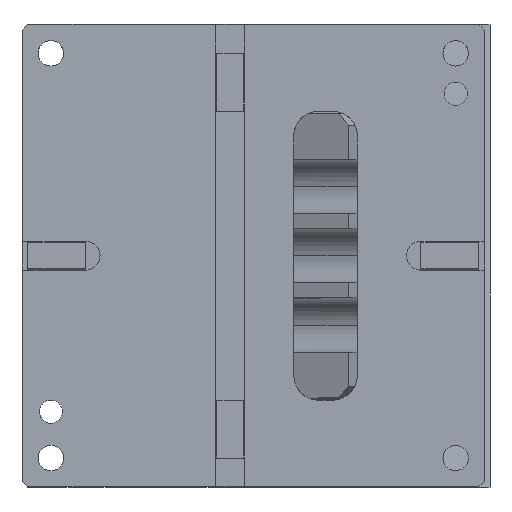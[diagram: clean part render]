
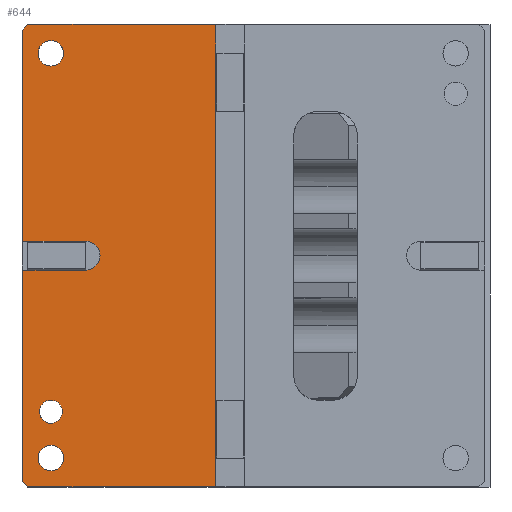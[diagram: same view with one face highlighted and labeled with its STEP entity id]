
A CAD part, top view. The second image highlights one B-rep face of the part: STEP entity #644.
In plain terms, the highlighted planar face has unit normal (0, 0, 1).
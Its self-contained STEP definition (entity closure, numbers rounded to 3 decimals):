
#63=CARTESIAN_POINT('Vertex',(5.,200.,0.)) ;
#77=CARTESIAN_POINT('Vertex',(0.,195.,0.)) ;
#80=CARTESIAN_POINT('Line Origine',(2.5,197.5,0.)) ;
#101=CARTESIAN_POINT('Vertex',(0.,12.5,0.)) ;
#106=CARTESIAN_POINT('Line Origine',(0.,103.75,0.)) ;
#122=CARTESIAN_POINT('Vertex',(0.,-195.,0.)) ;
#125=CARTESIAN_POINT('Line Origine',(0.,-103.75,0.)) ;
#129=CARTESIAN_POINT('Vertex',(0.,-12.5,0.)) ;
#171=CARTESIAN_POINT('Vertex',(5.,12.5,0.)) ;
#174=CARTESIAN_POINT('Line Origine',(2.5,12.5,0.)) ;
#202=CARTESIAN_POINT('Vertex',(5.,-12.5,0.)) ;
#324=CARTESIAN_POINT('Vertex',(55.,12.5,0.)) ;
#350=CARTESIAN_POINT('Vertex',(55.,-12.5,0.)) ;
#380=CARTESIAN_POINT('Vertex',(67.5,0.,0.)) ;
#383=CARTESIAN_POINT('Axis2P3D Location',(55.,0.,0.)) ;
#421=CARTESIAN_POINT('Axis2P3D Location',(55.,0.,0.)) ;
#433=CARTESIAN_POINT('Axis2P3D Location',(0.,200.,0.)) ;
#438=CARTESIAN_POINT('Line Origine',(5.5,12.5,0.)) ;
#442=CARTESIAN_POINT('Vertex',(6.,12.5,0.)) ;
#445=CARTESIAN_POINT('Line Origine',(30.,12.5,0.)) ;
#449=CARTESIAN_POINT('Vertex',(54.,12.5,0.)) ;
#452=CARTESIAN_POINT('Line Origine',(54.5,12.5,0.)) ;
#457=CARTESIAN_POINT('Line Origine',(54.5,-12.5,0.)) ;
#461=CARTESIAN_POINT('Vertex',(54.,-12.5,0.)) ;
#464=CARTESIAN_POINT('Line Origine',(30.,-12.5,0.)) ;
#468=CARTESIAN_POINT('Vertex',(6.,-12.5,0.)) ;
#471=CARTESIAN_POINT('Line Origine',(5.5,-12.5,0.)) ;
#476=CARTESIAN_POINT('Line Origine',(2.5,-12.5,0.)) ;
#481=CARTESIAN_POINT('Line Origine',(2.5,-197.5,0.)) ;
#485=CARTESIAN_POINT('Vertex',(5.,-200.,0.)) ;
#488=CARTESIAN_POINT('Line Origine',(86.25,-200.,0.)) ;
#492=CARTESIAN_POINT('Vertex',(167.5,-200.,0.)) ;
#495=CARTESIAN_POINT('Line Origine',(167.5,-187.5,0.)) ;
#499=CARTESIAN_POINT('Vertex',(167.5,-175.,0.)) ;
#502=CARTESIAN_POINT('Line Origine',(167.5,-174.5,0.)) ;
#506=CARTESIAN_POINT('Vertex',(167.5,-174.,0.)) ;
#509=CARTESIAN_POINT('Line Origine',(167.5,-150.,0.)) ;
#513=CARTESIAN_POINT('Vertex',(167.5,-126.,0.)) ;
#516=CARTESIAN_POINT('Line Origine',(167.5,-125.5,0.)) ;
#520=CARTESIAN_POINT('Vertex',(167.5,-125.,0.)) ;
#523=CARTESIAN_POINT('Line Origine',(167.5,0.,0.)) ;
#527=CARTESIAN_POINT('Vertex',(167.5,125.,0.)) ;
#530=CARTESIAN_POINT('Line Origine',(167.5,125.5,0.)) ;
#534=CARTESIAN_POINT('Vertex',(167.5,126.,0.)) ;
#537=CARTESIAN_POINT('Line Origine',(167.5,150.,0.)) ;
#541=CARTESIAN_POINT('Vertex',(167.5,174.,0.)) ;
#544=CARTESIAN_POINT('Line Origine',(167.5,174.5,0.)) ;
#548=CARTESIAN_POINT('Vertex',(167.5,175.,0.)) ;
#551=CARTESIAN_POINT('Line Origine',(167.5,187.5,0.)) ;
#555=CARTESIAN_POINT('Vertex',(167.5,200.,0.)) ;
#558=CARTESIAN_POINT('Line Origine',(86.25,200.,0.)) ;
#590=CARTESIAN_POINT('Axis2P3D Location',(25.,175.,0.)) ;
#594=CARTESIAN_POINT('Vertex',(36.,175.,0.)) ;
#596=CARTESIAN_POINT('Vertex',(14.,175.,0.)) ;
#599=CARTESIAN_POINT('Axis2P3D Location',(25.,175.,0.)) ;
#608=CARTESIAN_POINT('Axis2P3D Location',(25.,-175.,0.)) ;
#612=CARTESIAN_POINT('Vertex',(36.,-175.,0.)) ;
#614=CARTESIAN_POINT('Vertex',(14.,-175.,0.)) ;
#617=CARTESIAN_POINT('Axis2P3D Location',(25.,-175.,0.)) ;
#626=CARTESIAN_POINT('Axis2P3D Location',(25.,-135.,0.)) ;
#630=CARTESIAN_POINT('Vertex',(35.,-135.,0.)) ;
#632=CARTESIAN_POINT('Vertex',(15.,-135.,0.)) ;
#635=CARTESIAN_POINT('Axis2P3D Location',(25.,-135.,0.)) ;
#81=DIRECTION('Vector Direction',(0.707,0.707,0.)) ;
#107=DIRECTION('Vector Direction',(0.,-1.,0.)) ;
#126=DIRECTION('Vector Direction',(0.,-1.,0.)) ;
#175=DIRECTION('Vector Direction',(1.,0.,0.)) ;
#384=DIRECTION('Axis2P3D Direction',(0.,0.,1.)) ;
#422=DIRECTION('Axis2P3D Direction',(0.,0.,1.)) ;
#434=DIRECTION('Axis2P3D Direction',(0.,0.,-1.)) ;
#435=DIRECTION('Axis2P3D XDirection',(-1.,0.,0.)) ;
#439=DIRECTION('Vector Direction',(1.,0.,0.)) ;
#446=DIRECTION('Vector Direction',(-1.,0.,0.)) ;
#453=DIRECTION('Vector Direction',(-1.,0.,0.)) ;
#458=DIRECTION('Vector Direction',(-1.,0.,0.)) ;
#465=DIRECTION('Vector Direction',(-1.,0.,0.)) ;
#472=DIRECTION('Vector Direction',(-1.,0.,0.)) ;
#477=DIRECTION('Vector Direction',(-1.,0.,0.)) ;
#482=DIRECTION('Vector Direction',(0.707,-0.707,0.)) ;
#489=DIRECTION('Vector Direction',(1.,0.,0.)) ;
#496=DIRECTION('Vector Direction',(0.,-1.,0.)) ;
#503=DIRECTION('Vector Direction',(0.,-1.,0.)) ;
#510=DIRECTION('Vector Direction',(0.,-1.,0.)) ;
#517=DIRECTION('Vector Direction',(0.,-1.,0.)) ;
#524=DIRECTION('Vector Direction',(0.,-1.,0.)) ;
#531=DIRECTION('Vector Direction',(0.,-1.,0.)) ;
#538=DIRECTION('Vector Direction',(0.,-1.,0.)) ;
#545=DIRECTION('Vector Direction',(0.,-1.,0.)) ;
#552=DIRECTION('Vector Direction',(0.,-1.,0.)) ;
#559=DIRECTION('Vector Direction',(1.,0.,0.)) ;
#591=DIRECTION('Axis2P3D Direction',(0.,0.,-1.)) ;
#600=DIRECTION('Axis2P3D Direction',(0.,0.,-1.)) ;
#609=DIRECTION('Axis2P3D Direction',(0.,0.,-1.)) ;
#618=DIRECTION('Axis2P3D Direction',(0.,0.,-1.)) ;
#627=DIRECTION('Axis2P3D Direction',(0.,0.,-1.)) ;
#636=DIRECTION('Axis2P3D Direction',(0.,0.,-1.)) ;
#385=AXIS2_PLACEMENT_3D('Circle Axis2P3D',#383,#384,$) ;
#423=AXIS2_PLACEMENT_3D('Circle Axis2P3D',#421,#422,$) ;
#436=AXIS2_PLACEMENT_3D('Plane Axis2P3D',#433,#434,#435) ;
#592=AXIS2_PLACEMENT_3D('Circle Axis2P3D',#590,#591,$) ;
#601=AXIS2_PLACEMENT_3D('Circle Axis2P3D',#599,#600,$) ;
#610=AXIS2_PLACEMENT_3D('Circle Axis2P3D',#608,#609,$) ;
#619=AXIS2_PLACEMENT_3D('Circle Axis2P3D',#617,#618,$) ;
#628=AXIS2_PLACEMENT_3D('Circle Axis2P3D',#626,#627,$) ;
#637=AXIS2_PLACEMENT_3D('Circle Axis2P3D',#635,#636,$) ;
#564=ORIENTED_EDGE('',*,*,#178,.T.) ;
#565=ORIENTED_EDGE('',*,*,#444,.T.) ;
#566=ORIENTED_EDGE('',*,*,#451,.F.) ;
#567=ORIENTED_EDGE('',*,*,#456,.F.) ;
#568=ORIENTED_EDGE('',*,*,#387,.F.) ;
#569=ORIENTED_EDGE('',*,*,#425,.F.) ;
#570=ORIENTED_EDGE('',*,*,#463,.T.) ;
#571=ORIENTED_EDGE('',*,*,#470,.T.) ;
#572=ORIENTED_EDGE('',*,*,#475,.T.) ;
#573=ORIENTED_EDGE('',*,*,#480,.T.) ;
#574=ORIENTED_EDGE('',*,*,#131,.T.) ;
#575=ORIENTED_EDGE('',*,*,#487,.T.) ;
#576=ORIENTED_EDGE('',*,*,#494,.T.) ;
#577=ORIENTED_EDGE('',*,*,#501,.F.) ;
#578=ORIENTED_EDGE('',*,*,#508,.F.) ;
#579=ORIENTED_EDGE('',*,*,#515,.F.) ;
#580=ORIENTED_EDGE('',*,*,#522,.F.) ;
#581=ORIENTED_EDGE('',*,*,#529,.F.) ;
#582=ORIENTED_EDGE('',*,*,#536,.F.) ;
#583=ORIENTED_EDGE('',*,*,#543,.F.) ;
#584=ORIENTED_EDGE('',*,*,#550,.F.) ;
#585=ORIENTED_EDGE('',*,*,#557,.F.) ;
#586=ORIENTED_EDGE('',*,*,#562,.F.) ;
#587=ORIENTED_EDGE('',*,*,#84,.F.) ;
#588=ORIENTED_EDGE('',*,*,#110,.T.) ;
#605=ORIENTED_EDGE('',*,*,#598,.T.) ;
#606=ORIENTED_EDGE('',*,*,#603,.T.) ;
#623=ORIENTED_EDGE('',*,*,#616,.T.) ;
#624=ORIENTED_EDGE('',*,*,#621,.T.) ;
#641=ORIENTED_EDGE('',*,*,#634,.T.) ;
#642=ORIENTED_EDGE('',*,*,#639,.T.) ;
#607=FACE_BOUND('',#604,.T.) ;
#625=FACE_BOUND('',#622,.T.) ;
#643=FACE_BOUND('',#640,.T.) ;
#82=VECTOR('Line Direction',#81,1.) ;
#108=VECTOR('Line Direction',#107,1.) ;
#127=VECTOR('Line Direction',#126,1.) ;
#176=VECTOR('Line Direction',#175,1.) ;
#440=VECTOR('Line Direction',#439,1.) ;
#447=VECTOR('Line Direction',#446,1.) ;
#454=VECTOR('Line Direction',#453,1.) ;
#459=VECTOR('Line Direction',#458,1.) ;
#466=VECTOR('Line Direction',#465,1.) ;
#473=VECTOR('Line Direction',#472,1.) ;
#478=VECTOR('Line Direction',#477,1.) ;
#483=VECTOR('Line Direction',#482,1.) ;
#490=VECTOR('Line Direction',#489,1.) ;
#497=VECTOR('Line Direction',#496,1.) ;
#504=VECTOR('Line Direction',#503,1.) ;
#511=VECTOR('Line Direction',#510,1.) ;
#518=VECTOR('Line Direction',#517,1.) ;
#525=VECTOR('Line Direction',#524,1.) ;
#532=VECTOR('Line Direction',#531,1.) ;
#539=VECTOR('Line Direction',#538,1.) ;
#546=VECTOR('Line Direction',#545,1.) ;
#553=VECTOR('Line Direction',#552,1.) ;
#560=VECTOR('Line Direction',#559,1.) ;
#644=ADVANCED_FACE('CAM HOLDER',(#589,#607,#625,#643),#437,.F.) ;
#386=CIRCLE('generated circle',#385,12.5) ;
#424=CIRCLE('generated circle',#423,12.5) ;
#593=CIRCLE('generated circle',#592,11.) ;
#602=CIRCLE('generated circle',#601,11.) ;
#611=CIRCLE('generated circle',#610,11.) ;
#620=CIRCLE('generated circle',#619,11.) ;
#629=CIRCLE('generated circle',#628,10.) ;
#638=CIRCLE('generated circle',#637,10.) ;
#84=EDGE_CURVE('',#78,#64,#83,.T.) ;
#110=EDGE_CURVE('',#78,#102,#109,.T.) ;
#131=EDGE_CURVE('',#130,#123,#128,.T.) ;
#178=EDGE_CURVE('',#102,#172,#177,.T.) ;
#387=EDGE_CURVE('',#381,#325,#386,.T.) ;
#425=EDGE_CURVE('',#351,#381,#424,.T.) ;
#444=EDGE_CURVE('',#172,#443,#441,.T.) ;
#451=EDGE_CURVE('',#450,#443,#448,.T.) ;
#456=EDGE_CURVE('',#325,#450,#455,.T.) ;
#463=EDGE_CURVE('',#351,#462,#460,.T.) ;
#470=EDGE_CURVE('',#462,#469,#467,.T.) ;
#475=EDGE_CURVE('',#469,#203,#474,.T.) ;
#480=EDGE_CURVE('',#203,#130,#479,.T.) ;
#487=EDGE_CURVE('',#123,#486,#484,.T.) ;
#494=EDGE_CURVE('',#486,#493,#491,.T.) ;
#501=EDGE_CURVE('',#500,#493,#498,.T.) ;
#508=EDGE_CURVE('',#507,#500,#505,.T.) ;
#515=EDGE_CURVE('',#514,#507,#512,.T.) ;
#522=EDGE_CURVE('',#521,#514,#519,.T.) ;
#529=EDGE_CURVE('',#528,#521,#526,.T.) ;
#536=EDGE_CURVE('',#535,#528,#533,.T.) ;
#543=EDGE_CURVE('',#542,#535,#540,.T.) ;
#550=EDGE_CURVE('',#549,#542,#547,.T.) ;
#557=EDGE_CURVE('',#556,#549,#554,.T.) ;
#562=EDGE_CURVE('',#64,#556,#561,.T.) ;
#598=EDGE_CURVE('',#595,#597,#593,.T.) ;
#603=EDGE_CURVE('',#597,#595,#602,.T.) ;
#616=EDGE_CURVE('',#613,#615,#611,.T.) ;
#621=EDGE_CURVE('',#615,#613,#620,.T.) ;
#634=EDGE_CURVE('',#631,#633,#629,.T.) ;
#639=EDGE_CURVE('',#633,#631,#638,.T.) ;
#563=EDGE_LOOP('',(#564,#565,#566,#567,#568,#569,#570,#571,#572,#573,#574,#575,#576,#577,#578,#579,#580,#581,#582,#583,#584,#585,#586,#587,#588)) ;
#604=EDGE_LOOP('',(#605,#606)) ;
#622=EDGE_LOOP('',(#623,#624)) ;
#640=EDGE_LOOP('',(#641,#642)) ;
#589=FACE_OUTER_BOUND('',#563,.T.) ;
#83=LINE('Line',#80,#82) ;
#109=LINE('Line',#106,#108) ;
#128=LINE('Line',#125,#127) ;
#177=LINE('Line',#174,#176) ;
#441=LINE('Line',#438,#440) ;
#448=LINE('Line',#445,#447) ;
#455=LINE('Line',#452,#454) ;
#460=LINE('Line',#457,#459) ;
#467=LINE('Line',#464,#466) ;
#474=LINE('Line',#471,#473) ;
#479=LINE('Line',#476,#478) ;
#484=LINE('Line',#481,#483) ;
#491=LINE('Line',#488,#490) ;
#498=LINE('Line',#495,#497) ;
#505=LINE('Line',#502,#504) ;
#512=LINE('Line',#509,#511) ;
#519=LINE('Line',#516,#518) ;
#526=LINE('Line',#523,#525) ;
#533=LINE('Line',#530,#532) ;
#540=LINE('Line',#537,#539) ;
#547=LINE('Line',#544,#546) ;
#554=LINE('Line',#551,#553) ;
#561=LINE('Line',#558,#560) ;
#437=PLANE('Plane',#436) ;
#64=VERTEX_POINT('',#63) ;
#78=VERTEX_POINT('',#77) ;
#102=VERTEX_POINT('',#101) ;
#123=VERTEX_POINT('',#122) ;
#130=VERTEX_POINT('',#129) ;
#172=VERTEX_POINT('',#171) ;
#203=VERTEX_POINT('',#202) ;
#325=VERTEX_POINT('',#324) ;
#351=VERTEX_POINT('',#350) ;
#381=VERTEX_POINT('',#380) ;
#443=VERTEX_POINT('',#442) ;
#450=VERTEX_POINT('',#449) ;
#462=VERTEX_POINT('',#461) ;
#469=VERTEX_POINT('',#468) ;
#486=VERTEX_POINT('',#485) ;
#493=VERTEX_POINT('',#492) ;
#500=VERTEX_POINT('',#499) ;
#507=VERTEX_POINT('',#506) ;
#514=VERTEX_POINT('',#513) ;
#521=VERTEX_POINT('',#520) ;
#528=VERTEX_POINT('',#527) ;
#535=VERTEX_POINT('',#534) ;
#542=VERTEX_POINT('',#541) ;
#549=VERTEX_POINT('',#548) ;
#556=VERTEX_POINT('',#555) ;
#595=VERTEX_POINT('',#594) ;
#597=VERTEX_POINT('',#596) ;
#613=VERTEX_POINT('',#612) ;
#615=VERTEX_POINT('',#614) ;
#631=VERTEX_POINT('',#630) ;
#633=VERTEX_POINT('',#632) ;
